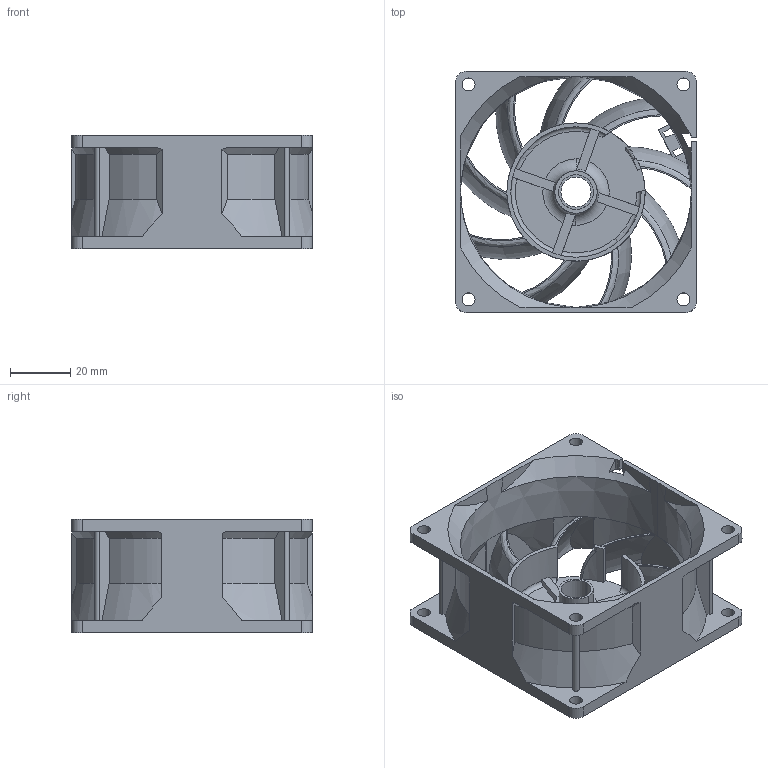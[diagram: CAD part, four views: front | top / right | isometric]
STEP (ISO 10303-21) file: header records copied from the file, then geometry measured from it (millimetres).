
FILE_DESCRIPTION(('FreeCAD Model'),'2;1');
FILE_NAME('OA80EC.stp','2020-02-05T14:14:44', ('Author'),(''),'Open CASCADE STEP processor 7.3','FreeCAD','Unknown' );
FILE_SCHEMA(('AUTOMOTIVE_DESIGN { 1 0 10303 214 1 1 1 1 }'));
Length unit declared in the file: millimetre
Products named in the file (1): OA80EC_Frame
Bounding box: 80.2 x 80.2 x 37.8 mm (x, y, z)
Volume: 36362.7 mm3; surface area: 40072.4 mm2
Topology: 1 solids, 1 shells, 263 faces, 812 edges, 541 vertices
Faces by surface type: plane 104, cylinder 66, cone 51, bspline 35, torus 7
Entity records: 33639 total; most frequent: CARTESIAN_POINT 19122, DIRECTION 2253, ORIENTED_EDGE 1624, PCURVE 1624, DEFINITIONAL_REPRESENTATION 1624, LINE 1147, VECTOR 1147, B_SPLINE_CURVE_WITH_KNOTS 819
